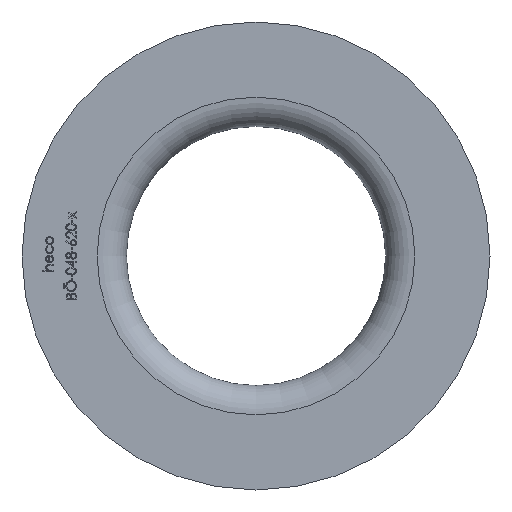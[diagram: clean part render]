
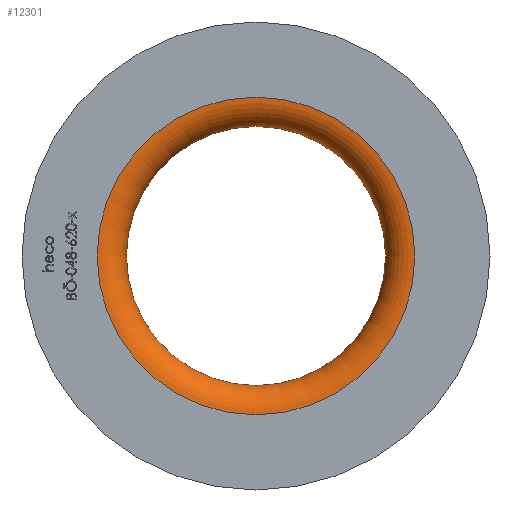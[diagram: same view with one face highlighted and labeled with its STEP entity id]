
A CAD part, left-side view. The second image highlights one B-rep face of the part: STEP entity #12301.
In plain terms, the highlighted toroidal (fillet/blend) face has major radius 27.15 mm and minor radius 5 mm.
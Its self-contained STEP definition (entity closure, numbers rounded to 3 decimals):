
#496 = CIRCLE ( 'NONE', #1253, 22.15 ) ;
#1253 = AXIS2_PLACEMENT_3D ( 'NONE', #3503, #6029, #2318 ) ;
#1640 = ORIENTED_EDGE ( 'NONE', *, *, #2885, .F. ) ;
#1666 = CIRCLE ( 'NONE', #10542, 27.15 ) ;
#2318 = DIRECTION ( 'NONE',  ( 0., 0., -1. ) ) ;
#2885 = EDGE_CURVE ( 'NONE', #12898, #12898, #1666, .T. ) ;
#3044 = AXIS2_PLACEMENT_3D ( 'NONE', #15047, #5202, #7752 ) ;
#3303 = CARTESIAN_POINT ( 'NONE',  ( 5., 0., -22.15 ) ) ;
#3503 = CARTESIAN_POINT ( 'NONE',  ( 5., 0., 0. ) ) ;
#4676 = EDGE_LOOP ( 'NONE', ( #5781 ) ) ;
#5202 = DIRECTION ( 'NONE',  ( 1., 0., 0. ) ) ;
#5734 = VERTEX_POINT ( 'NONE', #3303 ) ;
#5781 = ORIENTED_EDGE ( 'NONE', *, *, #11908, .F. ) ;
#6029 = DIRECTION ( 'NONE',  ( -1., 0., 0. ) ) ;
#7752 = DIRECTION ( 'NONE',  ( 0., 0., -1. ) ) ;
#8018 = CARTESIAN_POINT ( 'NONE',  ( 0., 0., 0. ) ) ;
#8924 = FACE_OUTER_BOUND ( 'NONE', #4676, .T. ) ;
#10387 = TOROIDAL_SURFACE ( 'NONE', #3044, 27.15, 5. ) ;
#10394 = DIRECTION ( 'NONE',  ( 0., 0., -1. ) ) ;
#10542 = AXIS2_PLACEMENT_3D ( 'NONE', #8018, #12786, #10394 ) ;
#11307 = FACE_OUTER_BOUND ( 'NONE', #12471, .T. ) ;
#11908 = EDGE_CURVE ( 'NONE', #5734, #5734, #496, .T. ) ;
#12301 = ADVANCED_FACE ( 'NONE', ( #11307, #8924 ), #10387, .T. ) ;
#12471 = EDGE_LOOP ( 'NONE', ( #1640 ) ) ;
#12786 = DIRECTION ( 'NONE',  ( 1., 0., 0. ) ) ;
#12898 = VERTEX_POINT ( 'NONE', #14161 ) ;
#14161 = CARTESIAN_POINT ( 'NONE',  ( 0., 0., -27.15 ) ) ;
#15047 = CARTESIAN_POINT ( 'NONE',  ( 5., 0., 0. ) ) ;
